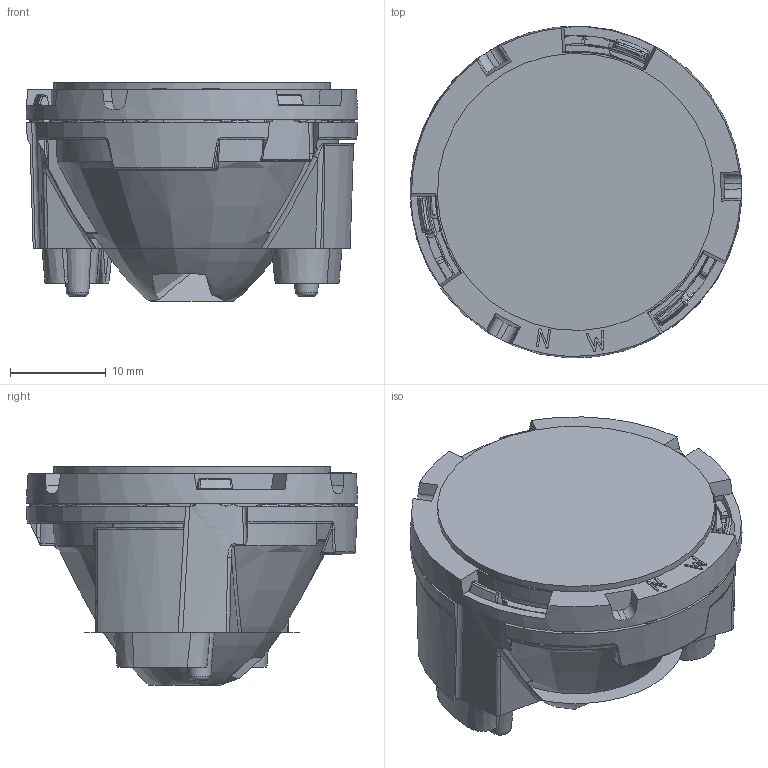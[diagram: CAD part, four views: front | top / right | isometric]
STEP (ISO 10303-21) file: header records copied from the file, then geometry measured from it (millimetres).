
FILE_DESCRIPTION(('STEP AP214'),'1');
FILE_NAME('KSIRIUS32Z6_commercial.stp','2022-09-15T12:49:07',(' '),(' '),'Spatial InterOp 3D',' ',' ');
FILE_SCHEMA(('AUTOMOTIVE_DESIGN { 1 0 10303 214 1 1 1 1 }'));
Length unit declared in the file: millimetre
Products named in the file (4): KSIRIUS32Z_wide_revC; 220126_X74900_3D_HSIRIUS32Z6_indC; 220307_X74898_3D_CSIRIUS32Z_indB_commercial; 220915_X74899_3D_WSIRIUS32Z_indF_commercial
Assembly tree (3 placements, depth 2):
  KSIRIUS32Z_wide_revC
    220126_X74900_3D_HSIRIUS32Z6_indC
    220307_X74898_3D_CSIRIUS32Z_indB_commercial
    220915_X74899_3D_WSIRIUS32Z_indF_commercial
Bounding box: 34.71 x 34.71 x 22.84 mm (x, y, z)
Volume: 8970 mm3; surface area: 8175.9 mm2
Topology: 2 solids, 3 shells, 541 faces, 1527 edges, 979 vertices
Faces by surface type: bspline 156, plane 146, cone 89, cylinder 77, extrusion 31, torus 26, sphere 11, offset 4, revolution 1
Full cylindrical faces by diameter (mm): 29 x2
Entity records: 38157 total; most frequent: CARTESIAN_POINT 21641, ORIENTED_EDGE 2964, DIRECTION 1835, EDGE_CURVE 1482, VERTEX_POINT 972, B_SPLINE_CURVE_WITH_KNOTS 811, AXIS2_PLACEMENT_3D 744, EDGE_LOOP 580
